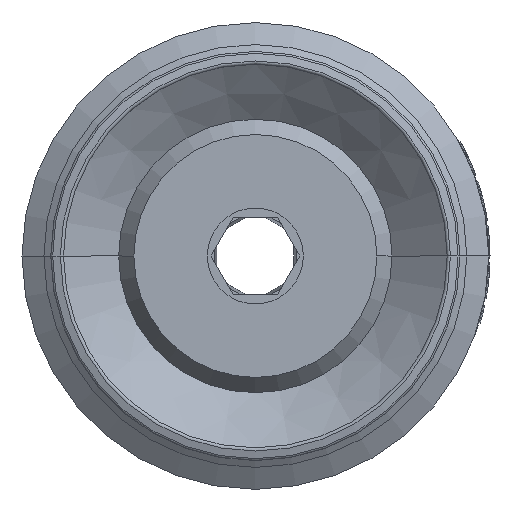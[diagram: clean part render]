
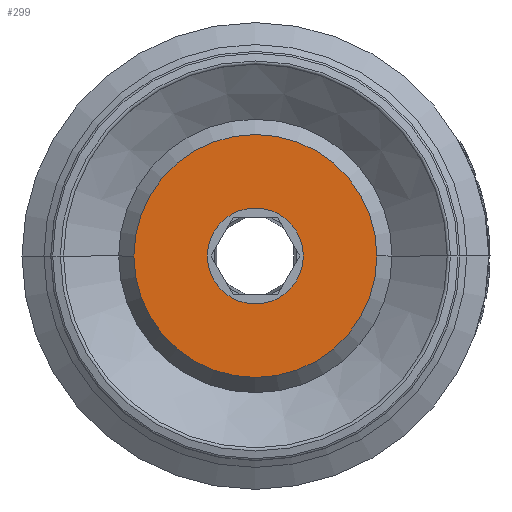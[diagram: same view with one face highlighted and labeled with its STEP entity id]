
A CAD part, front view. The second image highlights one B-rep face of the part: STEP entity #299.
In plain terms, the highlighted planar face has unit normal (0, -1, 0).
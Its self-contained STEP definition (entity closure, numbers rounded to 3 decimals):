
#299=ADVANCED_FACE('',(#701,#702),#703,.T.);
#701=FACE_BOUND('',#1216,.T.);
#702=FACE_OUTER_BOUND('',#1217,.T.);
#703=PLANE('',#1218);
#1216=EDGE_LOOP('',(#5501,#5502));
#1217=EDGE_LOOP('',(#5503,#5504));
#1218=AXIS2_PLACEMENT_3D('',#5505,#5506,#5507);
#5501=ORIENTED_EDGE('',*,*,#6473,.T.);
#5502=ORIENTED_EDGE('',*,*,#6468,.T.);
#5503=ORIENTED_EDGE('',*,*,#6355,.F.);
#5504=ORIENTED_EDGE('',*,*,#6534,.F.);
#5505=CARTESIAN_POINT('',(-3.75,-13.0,0.0));
#5506=DIRECTION('',(0.,-1.0,0.0));
#5507=DIRECTION('',(1.0,0.,0.0));
#6355=EDGE_CURVE('',#6904,#6905,#6906,.T.);
#6468=EDGE_CURVE('',#7084,#7085,#7086,.T.);
#6473=EDGE_CURVE('',#7085,#7084,#7093,.T.);
#6534=EDGE_CURVE('',#6905,#6904,#7173,.T.);
#6904=VERTEX_POINT('',#7674);
#6905=VERTEX_POINT('',#7675);
#6906=CIRCLE('',#7676,9.5);
#7084=VERTEX_POINT('',#8308);
#7085=VERTEX_POINT('',#8309);
#7086=CIRCLE('',#8310,3.75);
#7093=CIRCLE('',#8319,3.75);
#7173=CIRCLE('',#8419,9.5);
#7674=CARTESIAN_POINT('',(-9.5,-13.0,0.0));
#7675=CARTESIAN_POINT('',(9.5,-13.0,0.));
#7676=AXIS2_PLACEMENT_3D('',#10014,#10015,#10016);
#8308=CARTESIAN_POINT('',(3.75,-13.0,0.));
#8309=CARTESIAN_POINT('',(-3.75,-13.0,0.0));
#8310=AXIS2_PLACEMENT_3D('',#10163,#10164,#10165);
#8319=AXIS2_PLACEMENT_3D('',#10171,#10172,#10173);
#8419=AXIS2_PLACEMENT_3D('',#10260,#10261,#10262);
#10014=CARTESIAN_POINT('',(0.,-13.0,0.0));
#10015=DIRECTION('',(0.,1.0,0.0));
#10016=DIRECTION('',(-1.0,0.,0.0));
#10163=CARTESIAN_POINT('',(0.,-13.0,0.0));
#10164=DIRECTION('',(0.,1.0,0.0));
#10165=DIRECTION('',(-1.0,0.,0.0));
#10171=CARTESIAN_POINT('',(0.,-13.0,0.0));
#10172=DIRECTION('',(0.,1.0,0.0));
#10173=DIRECTION('',(-1.0,0.,0.0));
#10260=CARTESIAN_POINT('',(0.,-13.0,0.0));
#10261=DIRECTION('',(0.,1.0,0.0));
#10262=DIRECTION('',(-1.0,0.,0.0));
